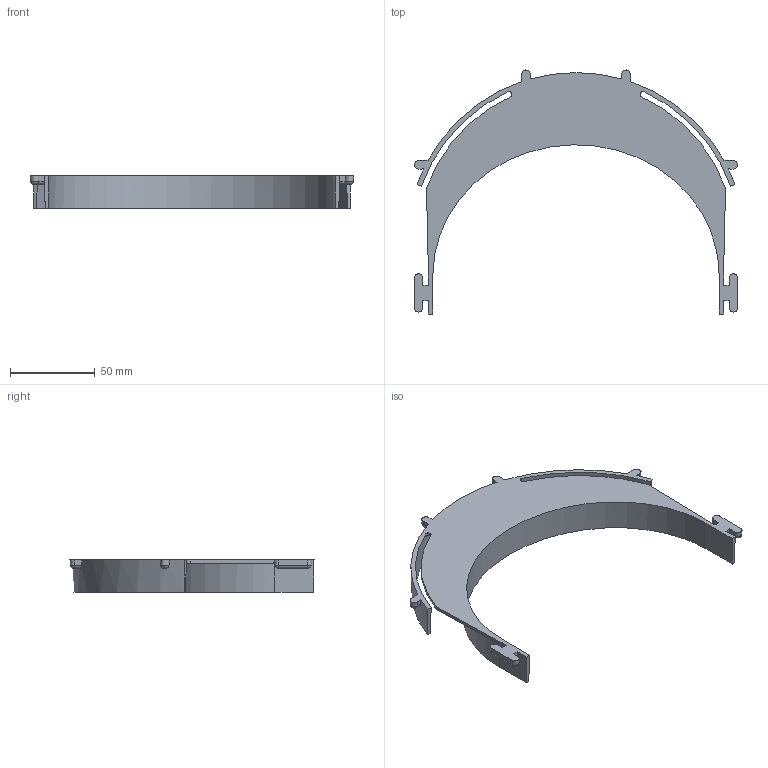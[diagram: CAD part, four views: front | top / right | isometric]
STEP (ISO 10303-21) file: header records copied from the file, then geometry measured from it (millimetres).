
FILE_DESCRIPTION (( 'STEP AP214' ), '1' );
FILE_NAME ('seemecnc-injection-molded-headband_rc2compatible.STEP', '2020-03-25T16:13:08', ( '' ), ( '' ), 'SwSTEP 2.0', 'SolidWorks 2018', '' );
FILE_SCHEMA (( 'AUTOMOTIVE_DESIGN' ));
Length unit declared in the file: millimetre
Products named in the file (1): seemecnc-injection-molded-headband_rc2compatible
Bounding box: 191.02 x 144.2 x 19 mm (x, y, z)
Volume: 39305.7 mm3; surface area: 38304 mm2
Topology: 1 solids, 1 shells, 92 faces, 248 edges, 158 vertices
Faces by surface type: plane 42, cylinder 18, cone 13, torus 10, bspline 9
Entity records: 3421 total; most frequent: CARTESIAN_POINT 1205, ORIENTED_EDGE 496, DIRECTION 418, EDGE_CURVE 248, VERTEX_POINT 158, AXIS2_PLACEMENT_3D 150, VECTOR 118, LINE 118
